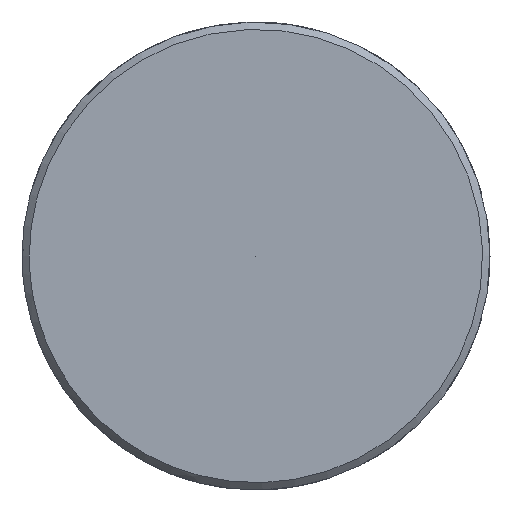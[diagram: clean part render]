
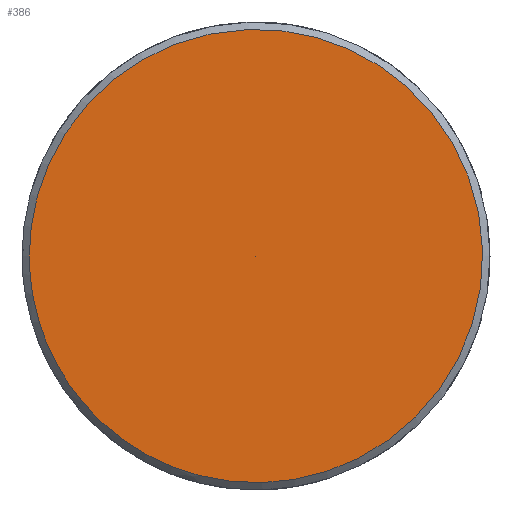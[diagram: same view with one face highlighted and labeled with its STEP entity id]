
A CAD part, left-side view. The second image highlights one B-rep face of the part: STEP entity #386.
In plain terms, the highlighted free-form (B-spline) face has degree [5, 1] with [6, 2] control points.
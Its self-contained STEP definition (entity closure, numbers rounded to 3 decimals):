
#352 = CARTESIAN_POINT ('', (-100., 7.75, 0.));
#353 = VERTEX_POINT ('', #352);
#354 = CARTESIAN_POINT ('', (-100., 0., 0.));
#355 = VERTEX_POINT ('', #354);
#356 = CARTESIAN_POINT ('', (-100., 7.75, 0.));
#357 = CARTESIAN_POINT ('', (-100., 0., 0.));
#358 = B_SPLINE_CURVE_WITH_KNOTS ('', 1, (#356, #357), .UNSPECIFIED., .F., .U., (2, 2), (0., 1.), .UNSPECIFIED.);
#359 = EDGE_CURVE ('', #353, #355, #358, .T.);
#360 = ORIENTED_EDGE ('', *, *, #359, .F.);
#361 = CARTESIAN_POINT ('', (-100., 7.75, 0.));
#362 = CARTESIAN_POINT ('', (-100., 7.75, 31.));
#363 = CARTESIAN_POINT ('', (-100., -23.25, 15.5));
#364 = CARTESIAN_POINT ('', (-100., -23.25, -15.5));
#365 = CARTESIAN_POINT ('', (-100., 7.75, -31.));
#366 = CARTESIAN_POINT ('', (-100., 7.75, 0.));
#367 = (
   BOUNDED_CURVE ()
   B_SPLINE_CURVE (5, (#361, #362, #363, #364, #365, #366), .UNSPECIFIED., .T., .U.)
   B_SPLINE_CURVE_WITH_KNOTS ((6, 6), (0., 1.), .UNSPECIFIED.)
   CURVE ()
   GEOMETRIC_REPRESENTATION_ITEM ()
   RATIONAL_B_SPLINE_CURVE ((5., 1., 1., 1., 1., 5.))
   REPRESENTATION_ITEM ('')
);
#368 = EDGE_CURVE ('', #353, #353, #367, .T.);
#369 = ORIENTED_EDGE ('', *, *, #368, .T.);
#370 = ORIENTED_EDGE ('', *, *, #359, .T.);
#371 = EDGE_LOOP ('', (#360, #369, #370));
#372 = FACE_OUTER_BOUND ('', #371, .F.);
#373 = CARTESIAN_POINT ('', (-100., 7.75, 0.));
#374 = CARTESIAN_POINT ('', (-100., 0., 0.));
#375 = CARTESIAN_POINT ('', (-100., 7.75, 31.));
#376 = CARTESIAN_POINT ('', (-100., 0., 0.));
#377 = CARTESIAN_POINT ('', (-100., -23.25, 15.5));
#378 = CARTESIAN_POINT ('', (-100., 0., 0.));
#379 = CARTESIAN_POINT ('', (-100., -23.25, -15.5));
#380 = CARTESIAN_POINT ('', (-100., 0., 0.));
#381 = CARTESIAN_POINT ('', (-100., 7.75, -31.));
#382 = CARTESIAN_POINT ('', (-100., 0., 0.));
#383 = CARTESIAN_POINT ('', (-100., 7.75, 0.));
#384 = CARTESIAN_POINT ('', (-100., 0., 0.));
#385 = (
   BOUNDED_SURFACE ()
   B_SPLINE_SURFACE (5, 1, ((#373, #374), (#375, #376), (#377, #378), (#379, #380), (#381, #382), (#383, #384)), .UNSPECIFIED., .T., .F., .U.)
   B_SPLINE_SURFACE_WITH_KNOTS ((6, 6), (2, 2), (0., 1.), (0., 1.), .UNSPECIFIED.)
   SURFACE ()
   GEOMETRIC_REPRESENTATION_ITEM ()
   RATIONAL_B_SPLINE_SURFACE (((5., 5.), (1., 1.), (1., 1.), (1., 1.), (1., 1.), (5., 5.)))
   REPRESENTATION_ITEM ('')
);
#386 = ADVANCED_FACE ('', (#372), #385, .F.);
